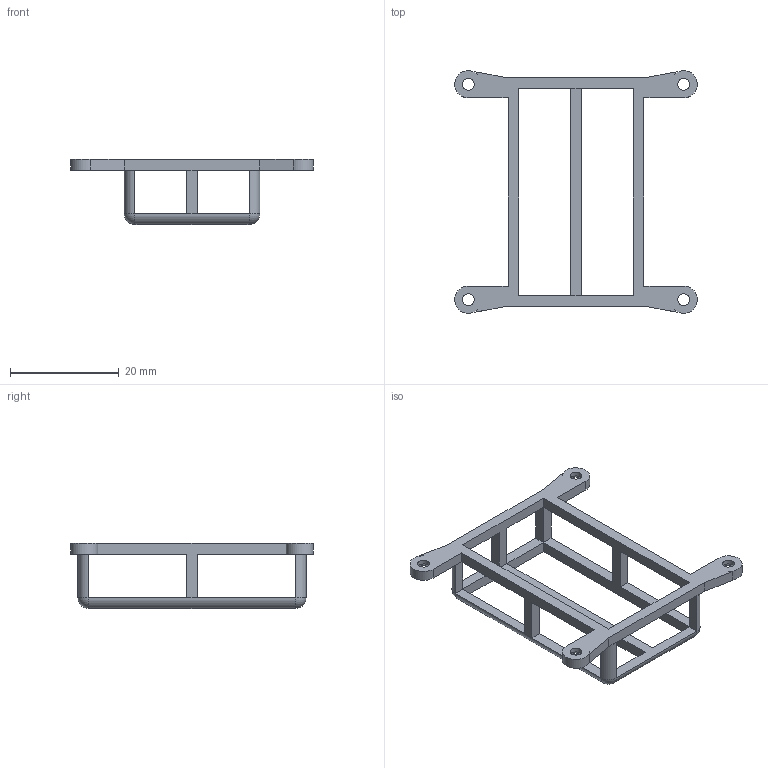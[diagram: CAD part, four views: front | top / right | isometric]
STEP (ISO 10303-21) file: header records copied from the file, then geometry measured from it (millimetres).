
FILE_DESCRIPTION(/* description */ ('STEP AP242','CAx-IF Rec.Pracs.---Representation and Presentation of Product Manufacturing Information (PMI)---4.0---2014-10-13','CAx-IF Rec.Pracs.---3D Tessellated Geometry---0.4---2014-09-14','2;1'),/* implementation_level */ '2;1');
FILE_NAME(/* name */ '6887bc023e5d22002ac68aff',/* time_stamp */ '2025-07-28T18:05:54Z',/* author */ (''),/* organization */ (''),/* preprocessor_version */ 'ST-DEVELOPER v20',/* originating_system */ 'ONSHAPE BY PTC INC, 1.201',/* authorisation */ ' ');
FILE_SCHEMA (('AP242_MANAGED_MODEL_BASED_3D_ENGINEERING_MIM_LF { 1 0 10303 442 1 1 4 }'));
Length unit declared in the file: metre
Products named in the file (1): Battery Mount
Bounding box: 44.7 x 44.69 x 12 mm (x, y, z)
Volume: 1518.6 mm3; surface area: 3066.8 mm2
Topology: 1 solids, 1 shells, 80 faces, 213 edges, 114 vertices
Faces by surface type: plane 56, cylinder 16, cone 4, sphere 4
Full cylindrical faces by diameter (mm): 2.2 x4
Entity records: 2375 total; most frequent: ORIENTED_EDGE 402, DIRECTION 399, CARTESIAN_POINT 396, EDGE_CURVE 201, LINE 165, VECTOR 165, AXIS2_PLACEMENT_3D 117, VERTEX_POINT 114
